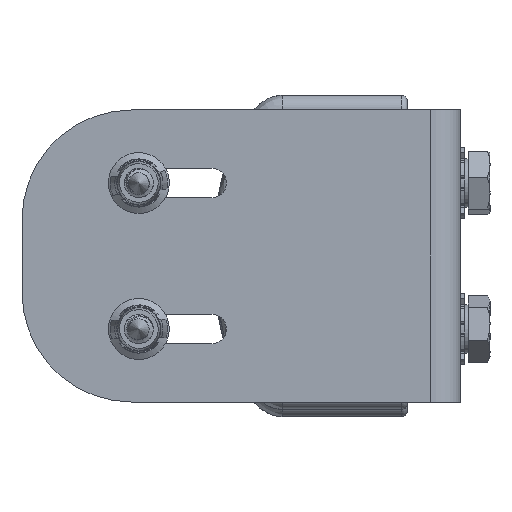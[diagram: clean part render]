
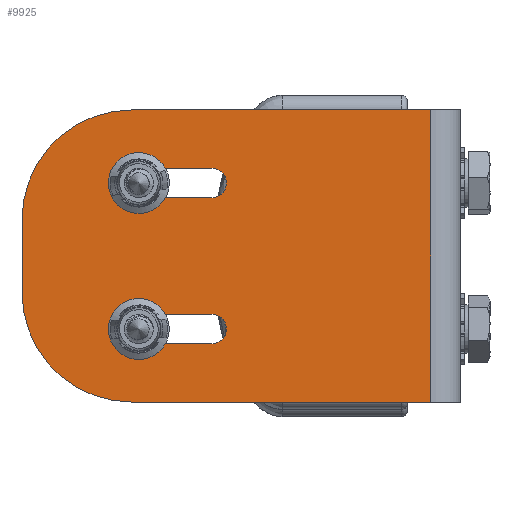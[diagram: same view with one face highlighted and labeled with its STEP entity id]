
A CAD part, left-side view. The second image highlights one B-rep face of the part: STEP entity #9925.
In plain terms, the highlighted face is planar.
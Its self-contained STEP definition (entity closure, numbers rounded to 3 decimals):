
#1015=FACE_BOUND('',#2000,.T.);
#1016=FACE_BOUND('',#2001,.T.);
#1062=PLANE('',#10715);
#1438=FACE_OUTER_BOUND('',#1999,.T.);
#1999=EDGE_LOOP('',(#6825,#6826,#6827,#6828,#6829,#6830));
#2000=EDGE_LOOP('',(#6831,#6832,#6833,#6834));
#2001=EDGE_LOOP('',(#6835,#6836,#6837,#6838));
#2551=LINE('',#15216,#3166);
#2555=LINE('',#15227,#3170);
#2559=LINE('',#15240,#3174);
#2563=LINE('',#15251,#3178);
#2585=LINE('',#15316,#3200);
#2591=LINE('',#15332,#3206);
#2605=LINE('',#15369,#3220);
#2608=LINE('',#15377,#3223);
#3166=VECTOR('',#11978,10.);
#3170=VECTOR('',#11990,10.);
#3174=VECTOR('',#12002,10.);
#3178=VECTOR('',#12014,10.);
#3200=VECTOR('',#12070,10.);
#3206=VECTOR('',#12086,10.);
#3220=VECTOR('',#12128,10.);
#3223=VECTOR('',#12141,10.);
#3779=CIRCLE('',#10655,2.);
#3781=CIRCLE('',#10659,2.);
#3783=CIRCLE('',#10663,2.);
#3785=CIRCLE('',#10667,2.);
#3796=CIRCLE('',#10685,15.);
#3798=CIRCLE('',#10690,15.);
#4096=VERTEX_POINT('',#15206);
#4097=VERTEX_POINT('',#15207);
#4100=VERTEX_POINT('',#15215);
#4102=VERTEX_POINT('',#15221);
#4104=VERTEX_POINT('',#15230);
#4105=VERTEX_POINT('',#15231);
#4108=VERTEX_POINT('',#15239);
#4110=VERTEX_POINT('',#15245);
#4134=VERTEX_POINT('',#15306);
#4135=VERTEX_POINT('',#15308);
#4137=VERTEX_POINT('',#15314);
#4141=VERTEX_POINT('',#15326);
#4142=VERTEX_POINT('',#15330);
#4151=VERTEX_POINT('',#15367);
#5115=EDGE_CURVE('',#4096,#4097,#3779,.T.);
#5119=EDGE_CURVE('',#4097,#4100,#2551,.T.);
#5122=EDGE_CURVE('',#4100,#4102,#3781,.T.);
#5125=EDGE_CURVE('',#4102,#4096,#2555,.T.);
#5127=EDGE_CURVE('',#4104,#4105,#3783,.T.);
#5131=EDGE_CURVE('',#4105,#4108,#2559,.T.);
#5134=EDGE_CURVE('',#4108,#4110,#3785,.T.);
#5137=EDGE_CURVE('',#4110,#4104,#2563,.T.);
#5165=EDGE_CURVE('',#4134,#4135,#3796,.T.);
#5169=EDGE_CURVE('',#4137,#4134,#2585,.T.);
#5175=EDGE_CURVE('',#4141,#4137,#3798,.T.);
#5177=EDGE_CURVE('',#4141,#4142,#2591,.T.);
#5196=EDGE_CURVE('',#4151,#4142,#2605,.T.);
#5201=EDGE_CURVE('',#4135,#4151,#2608,.T.);
#6825=ORIENTED_EDGE('',*,*,#5165,.F.);
#6826=ORIENTED_EDGE('',*,*,#5169,.F.);
#6827=ORIENTED_EDGE('',*,*,#5175,.F.);
#6828=ORIENTED_EDGE('',*,*,#5177,.T.);
#6829=ORIENTED_EDGE('',*,*,#5196,.F.);
#6830=ORIENTED_EDGE('',*,*,#5201,.F.);
#6831=ORIENTED_EDGE('',*,*,#5122,.T.);
#6832=ORIENTED_EDGE('',*,*,#5125,.T.);
#6833=ORIENTED_EDGE('',*,*,#5115,.T.);
#6834=ORIENTED_EDGE('',*,*,#5119,.T.);
#6835=ORIENTED_EDGE('',*,*,#5134,.T.);
#6836=ORIENTED_EDGE('',*,*,#5137,.T.);
#6837=ORIENTED_EDGE('',*,*,#5127,.T.);
#6838=ORIENTED_EDGE('',*,*,#5131,.T.);
#9925=ADVANCED_FACE('',(#1438,#1015,#1016),#1062,.T.);
#10655=AXIS2_PLACEMENT_3D('',#15208,#11970,#11971);
#10659=AXIS2_PLACEMENT_3D('',#15222,#11983,#11984);
#10663=AXIS2_PLACEMENT_3D('',#15232,#11994,#11995);
#10667=AXIS2_PLACEMENT_3D('',#15246,#12007,#12008);
#10685=AXIS2_PLACEMENT_3D('',#15309,#12063,#12064);
#10690=AXIS2_PLACEMENT_3D('',#15328,#12081,#12082);
#10715=AXIS2_PLACEMENT_3D('',#15382,#12150,#12151);
#11970=DIRECTION('center_axis',(0.,0.,
-1.));
#11971=DIRECTION('ref_axis',(-1.,0.,0.));
#11978=DIRECTION('',(0.,-1.,0.));
#11983=DIRECTION('center_axis',(0.,0.,
-1.));
#11984=DIRECTION('ref_axis',(1.,0.,0.));
#11990=DIRECTION('',(0.,1.,0.));
#11994=DIRECTION('center_axis',(0.,0.,
-1.));
#11995=DIRECTION('ref_axis',(-1.,0.,0.));
#12002=DIRECTION('',(0.,-1.,0.));
#12007=DIRECTION('center_axis',(0.,0.,
-1.));
#12008=DIRECTION('ref_axis',(1.,0.,0.));
#12014=DIRECTION('',(0.,1.,0.));
#12063=DIRECTION('center_axis',(0.,0.,
-1.));
#12064=DIRECTION('ref_axis',(0.707,0.707,0.));
#12070=DIRECTION('',(1.,0.,0.));
#12081=DIRECTION('center_axis',(0.,0.,
-1.));
#12082=DIRECTION('ref_axis',(-0.707,0.707,0.));
#12086=DIRECTION('',(0.,-1.,0.));
#12128=DIRECTION('',(-1.,0.,0.));
#12141=DIRECTION('',(0.,-1.,0.));
#12150=DIRECTION('center_axis',(0.,0.,
1.));
#12151=DIRECTION('ref_axis',(1.,0.,0.));
#15206=CARTESIAN_POINT('',(28.,44.,0.));
#15207=CARTESIAN_POINT('',(32.,44.,0.));
#15208=CARTESIAN_POINT('Origin',(30.,44.,0.));
#15215=CARTESIAN_POINT('',(32.,34.,0.));
#15216=CARTESIAN_POINT('',(32.,21.619,0.));
#15221=CARTESIAN_POINT('',(28.,34.,0.));
#15222=CARTESIAN_POINT('Origin',(30.,34.,0.));
#15227=CARTESIAN_POINT('',(28.,26.619,0.));
#15230=CARTESIAN_POINT('',(8.,44.,0.));
#15231=CARTESIAN_POINT('',(12.,44.,0.));
#15232=CARTESIAN_POINT('Origin',(10.,44.,0.));
#15239=CARTESIAN_POINT('',(12.,34.,0.));
#15240=CARTESIAN_POINT('',(12.,21.619,0.));
#15245=CARTESIAN_POINT('',(8.,34.,0.));
#15246=CARTESIAN_POINT('Origin',(10.,34.,0.));
#15251=CARTESIAN_POINT('',(8.,26.619,0.));
#15306=CARTESIAN_POINT('',(25.,60.,0.));
#15308=CARTESIAN_POINT('',(40.,45.,0.));
#15309=CARTESIAN_POINT('Origin',(25.,45.,0.));
#15314=CARTESIAN_POINT('',(15.,60.,0.));
#15316=CARTESIAN_POINT('',(0.,60.,0.));
#15326=CARTESIAN_POINT('',(0.,45.,0.));
#15328=CARTESIAN_POINT('Origin',(15.,45.,0.));
#15330=CARTESIAN_POINT('',(0.,4.,0.));
#15332=CARTESIAN_POINT('',(0.,60.,0.));
#15367=CARTESIAN_POINT('',(40.,4.,0.));
#15369=CARTESIAN_POINT('',(20.,4.,0.));
#15377=CARTESIAN_POINT('',(40.,60.,0.));
#15382=CARTESIAN_POINT('Origin',(20.,9.238,0.));
